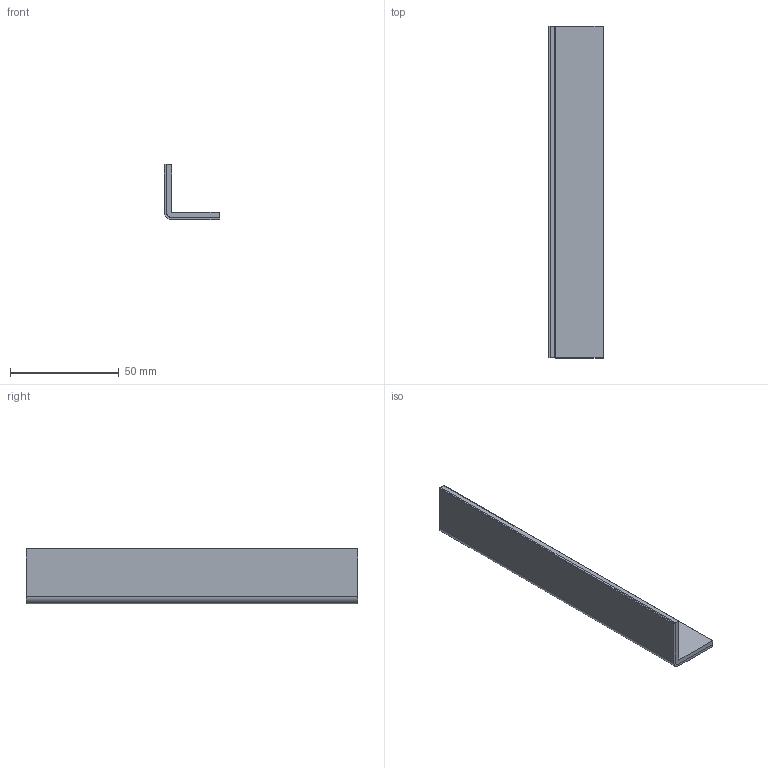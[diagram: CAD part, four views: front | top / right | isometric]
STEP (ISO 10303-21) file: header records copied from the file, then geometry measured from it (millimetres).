
FILE_DESCRIPTION((''),'2;1');
FILE_NAME('SG2238.STP', '2021-02-12T18:04:57',(''), (''), 'KCM Version 2.0.6974.6974', 'KeyCreator Pro', '');
FILE_SCHEMA(('AUTOMOTIVE_DESIGN'));
Length unit declared in the file: inch
Bounding box: 25.4 x 152.4 x 25.4 mm (x, y, z)
Volume: 23537.1 mm3; surface area: 30075.7 mm2
Topology: 2 solids, 2 shells, 23 faces, 57 edges, 38 vertices
Faces by surface type: plane 16, cylinder 7
Entity records: 716 total; most frequent: CARTESIAN_POINT 119, DIRECTION 119, ORIENTED_EDGE 114, EDGE_CURVE 57, VECTOR 43, LINE 43, AXIS2_PLACEMENT_3D 38, VERTEX_POINT 38
